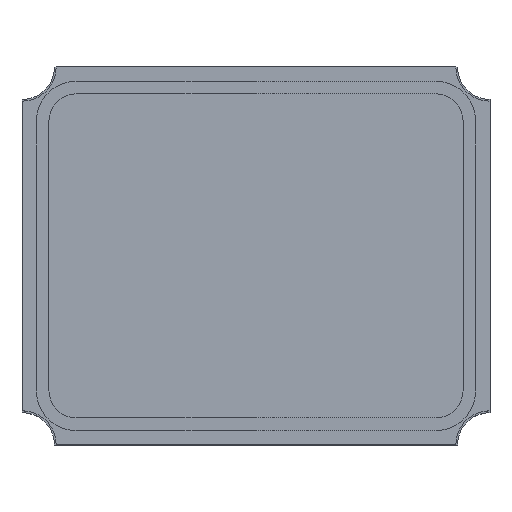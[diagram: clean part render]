
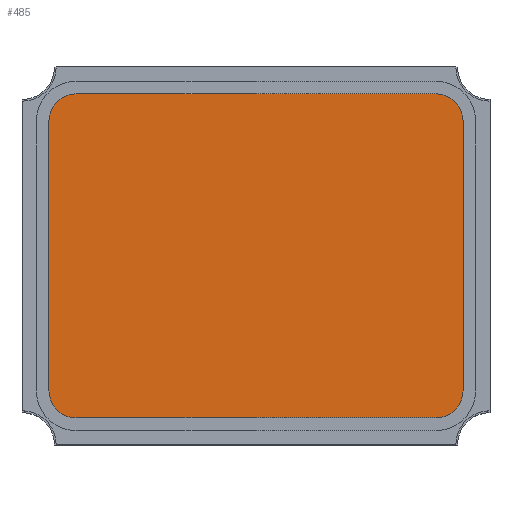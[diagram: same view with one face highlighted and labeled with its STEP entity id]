
A CAD part, top view. The second image highlights one B-rep face of the part: STEP entity #485.
In plain terms, the highlighted planar face has unit normal (0, 0, 1).
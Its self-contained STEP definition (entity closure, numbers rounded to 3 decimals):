
#293 = EDGE_CURVE('',#294,#296,#298,.T.);
#294 = VERTEX_POINT('',#295);
#295 = CARTESIAN_POINT('',(1.805,0.2,0.412));
#296 = VERTEX_POINT('',#297);
#297 = CARTESIAN_POINT('',(1.918,0.313,0.412));
#298 = CIRCLE('',#299,0.113);
#299 = AXIS2_PLACEMENT_3D('',#300,#301,#302);
#300 = CARTESIAN_POINT('',(1.805,0.313,0.412));
#301 = DIRECTION('',(0.,0.,1.));
#302 = DIRECTION('',(1.,0.,0.));
#325 = EDGE_CURVE('',#326,#294,#328,.T.);
#326 = VERTEX_POINT('',#327);
#327 = CARTESIAN_POINT('',(0.305,0.2,0.412));
#328 = LINE('',#329,#330);
#329 = CARTESIAN_POINT('',(0.305,0.2,0.412));
#330 = VECTOR('',#331,1.);
#331 = DIRECTION('',(1.,0.,0.));
#349 = EDGE_CURVE('',#350,#326,#352,.T.);
#350 = VERTEX_POINT('',#351);
#351 = CARTESIAN_POINT('',(0.193,0.313,0.412));
#352 = CIRCLE('',#353,0.113);
#353 = AXIS2_PLACEMENT_3D('',#354,#355,#356);
#354 = CARTESIAN_POINT('',(0.305,0.313,0.412));
#355 = DIRECTION('',(0.,0.,1.));
#356 = DIRECTION('',(-1.,0.,0.));
#374 = EDGE_CURVE('',#375,#350,#377,.T.);
#375 = VERTEX_POINT('',#376);
#376 = CARTESIAN_POINT('',(0.193,1.438,0.412));
#377 = LINE('',#378,#379);
#378 = CARTESIAN_POINT('',(0.193,0.313,0.412));
#379 = VECTOR('',#380,1.);
#380 = DIRECTION('',(0.,-1.,0.));
#398 = EDGE_CURVE('',#399,#375,#401,.T.);
#399 = VERTEX_POINT('',#400);
#400 = CARTESIAN_POINT('',(0.305,1.55,0.412));
#401 = CIRCLE('',#402,0.113);
#402 = AXIS2_PLACEMENT_3D('',#403,#404,#405);
#403 = CARTESIAN_POINT('',(0.305,1.438,0.412));
#404 = DIRECTION('',(0.,0.,1.));
#405 = DIRECTION('',(-1.,0.,0.));
#423 = EDGE_CURVE('',#424,#399,#426,.T.);
#424 = VERTEX_POINT('',#425);
#425 = CARTESIAN_POINT('',(1.805,1.55,0.412));
#426 = LINE('',#427,#428);
#427 = CARTESIAN_POINT('',(0.305,1.55,0.412));
#428 = VECTOR('',#429,1.);
#429 = DIRECTION('',(-1.,0.,0.));
#447 = EDGE_CURVE('',#448,#424,#450,.T.);
#448 = VERTEX_POINT('',#449);
#449 = CARTESIAN_POINT('',(1.918,1.438,0.412));
#450 = CIRCLE('',#451,0.113);
#451 = AXIS2_PLACEMENT_3D('',#452,#453,#454);
#452 = CARTESIAN_POINT('',(1.805,1.438,0.412));
#453 = DIRECTION('',(0.,0.,1.));
#454 = DIRECTION('',(-1.,0.,0.));
#472 = EDGE_CURVE('',#296,#448,#473,.T.);
#473 = LINE('',#474,#475);
#474 = CARTESIAN_POINT('',(1.918,0.313,0.412));
#475 = VECTOR('',#476,1.);
#476 = DIRECTION('',(0.,1.,0.));
#485 = ADVANCED_FACE('',(#486),#496,.T.);
#486 = FACE_BOUND('',#487,.T.);
#487 = EDGE_LOOP('',(#488,#489,#490,#491,#492,#493,#494,#495));
#488 = ORIENTED_EDGE('',*,*,#325,.T.);
#489 = ORIENTED_EDGE('',*,*,#293,.T.);
#490 = ORIENTED_EDGE('',*,*,#472,.T.);
#491 = ORIENTED_EDGE('',*,*,#447,.T.);
#492 = ORIENTED_EDGE('',*,*,#423,.T.);
#493 = ORIENTED_EDGE('',*,*,#398,.T.);
#494 = ORIENTED_EDGE('',*,*,#374,.T.);
#495 = ORIENTED_EDGE('',*,*,#349,.T.);
#496 = PLANE('',#497);
#497 = AXIS2_PLACEMENT_3D('',#498,#499,#500);
#498 = CARTESIAN_POINT('',(1.055,0.875,0.412));
#499 = DIRECTION('',(0.,0.,1.));
#500 = DIRECTION('',(1.,0.,0.));
